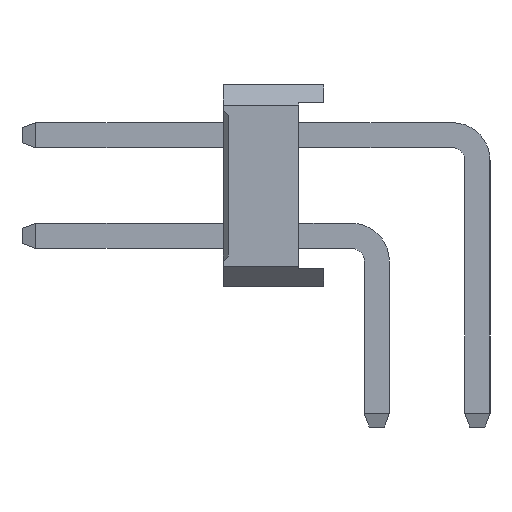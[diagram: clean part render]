
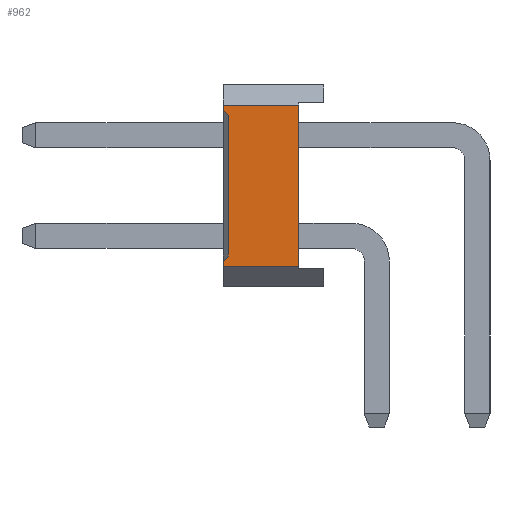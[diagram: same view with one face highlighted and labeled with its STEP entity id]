
A CAD part, left-side view. The second image highlights one B-rep face of the part: STEP entity #962.
In plain terms, the highlighted planar face has unit normal (-1, 0, 0).
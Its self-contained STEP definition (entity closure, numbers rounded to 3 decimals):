
#962=ADVANCED_FACE('',(#18236),#18238,.T.);
#18236=FACE_BOUND('',#18237,.T.);
#18237=EDGE_LOOP('',(#32237,#32238,#32239,#32240,#32241,#32242,#32243,#32244));
#18238=PLANE('',#18239);
#18239=AXIS2_PLACEMENT_3D('',#18240,#18241,#18242);
#18240=CARTESIAN_POINT('',(-1.,1.05,0.4));
#18241=DIRECTION('',(-1.,0.,0.));
#18242=DIRECTION('',(0.,0.,1.));
#32237=ORIENTED_EDGE('',*,*,#41505,.F.);
#32238=ORIENTED_EDGE('',*,*,#41506,.T.);
#32239=ORIENTED_EDGE('',*,*,#41507,.F.);
#32240=ORIENTED_EDGE('',*,*,#40671,.F.);
#32241=ORIENTED_EDGE('',*,*,#41503,.F.);
#32242=ORIENTED_EDGE('',*,*,#41508,.T.);
#32243=ORIENTED_EDGE('',*,*,#41509,.T.);
#32244=ORIENTED_EDGE('',*,*,#40675,.F.);
#40671=EDGE_CURVE('',#45506,#45508,#45509,.T.);
#40675=EDGE_CURVE('',#45514,#45516,#45517,.T.);
#41503=EDGE_CURVE('',#47070,#45506,#47072,.T.);
#41505=EDGE_CURVE('',#47074,#45514,#47075,.F.);
#41506=EDGE_CURVE('',#47074,#47076,#47077,.T.);
#41507=EDGE_CURVE('',#45508,#47076,#47078,.F.);
#41508=EDGE_CURVE('',#47070,#47079,#47080,.T.);
#41509=EDGE_CURVE('',#47079,#45516,#47081,.T.);
#45506=VERTEX_POINT('',#53422);
#45508=VERTEX_POINT('',#53426);
#45509=LINE('',#53427,#53428);
#45514=VERTEX_POINT('',#53438);
#45516=VERTEX_POINT('',#53442);
#45517=LINE('',#53443,#53444);
#47070=VERTEX_POINT('',#56650);
#47072=LINE('',#56654,#56655);
#47074=VERTEX_POINT('',#56660);
#47075=LINE('',#56661,#56662);
#47076=VERTEX_POINT('',#56664);
#47077=LINE('',#56665,#56666);
#47078=LINE('',#56668,#56669);
#47079=VERTEX_POINT('',#56671);
#47080=LINE('',#56672,#56673);
#47081=LINE('',#56675,#56676);
#53422=CARTESIAN_POINT('',(-1.,3.05,0.4));
#53426=CARTESIAN_POINT('',(-1.,3.05,0.5));
#53427=CARTESIAN_POINT('',(-1.,3.05,0.4));
#53428=VECTOR('',#53429,1.);
#53429=DIRECTION('',(0.,0.,1.));
#53438=CARTESIAN_POINT('',(-1.,3.05,3.5));
#53442=CARTESIAN_POINT('',(-1.,3.05,3.6));
#53443=CARTESIAN_POINT('',(-1.,3.05,3.5));
#53444=VECTOR('',#53445,1.);
#53445=DIRECTION('',(0.,0.,1.));
#56650=CARTESIAN_POINT('',(-1.,1.55,0.4));
#56654=CARTESIAN_POINT('',(-1.,1.55,0.4));
#56655=VECTOR('',#56656,1.);
#56656=DIRECTION('',(0.,1.,0.));
#56660=CARTESIAN_POINT('',(-1.,2.95,3.4));
#56661=CARTESIAN_POINT('',(-1.,3.05,3.5));
#56662=VECTOR('',#56663,1.);
#56663=DIRECTION('',(0.,-0.707,-0.707));
#56664=CARTESIAN_POINT('',(-1.,2.95,0.6));
#56665=CARTESIAN_POINT('',(-1.,2.95,3.4));
#56666=VECTOR('',#56667,1.);
#56667=DIRECTION('',(0.,0.,-1.));
#56668=CARTESIAN_POINT('',(-1.,2.95,0.6));
#56669=VECTOR('',#56670,1.);
#56670=DIRECTION('',(0.,0.707,-0.707));
#56671=CARTESIAN_POINT('',(-1.,1.55,3.6));
#56672=CARTESIAN_POINT('',(-1.,1.55,0.4));
#56673=VECTOR('',#56674,1.);
#56674=DIRECTION('',(0.,0.,1.));
#56675=CARTESIAN_POINT('',(-1.,1.55,3.6));
#56676=VECTOR('',#56677,1.);
#56677=DIRECTION('',(0.,1.,0.));
